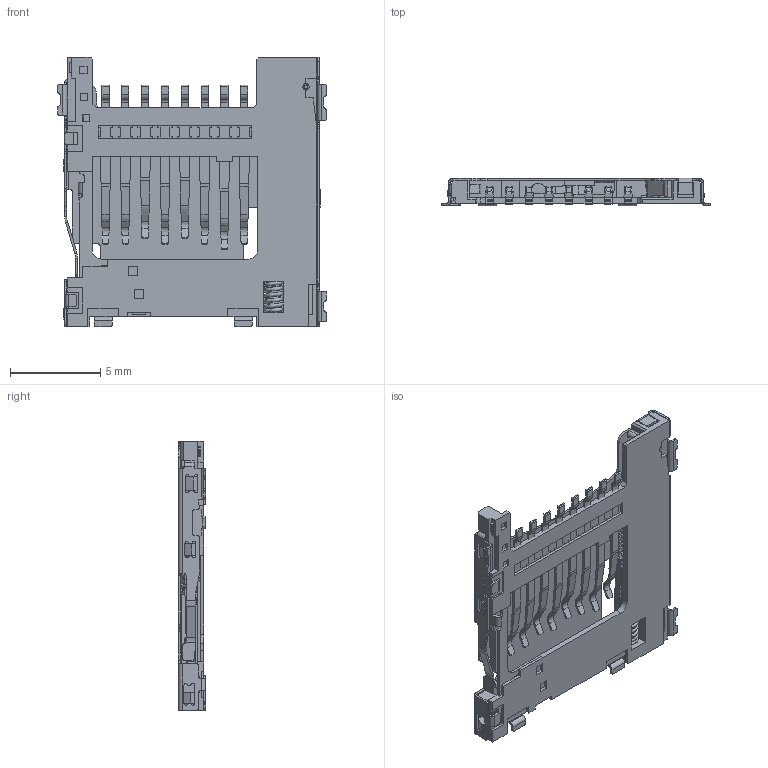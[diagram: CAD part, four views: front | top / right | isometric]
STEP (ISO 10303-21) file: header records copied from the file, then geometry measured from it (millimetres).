
FILE_DESCRIPTION (( 'STEP AP203' ), '1' );
FILE_NAME ('TF 1.45 CONN.STEP', '2022-11-01T09:13:33', ( '' ), ( '' ), 'SwSTEP 2.0', 'SolidWorks 2021', '' );
FILE_SCHEMA (( 'CONFIG_CONTROL_DESIGN' ));
Length unit declared in the file: millimetre
Products named in the file (13): 145_shell_蕼偞; 145_Slide_蕼偞; 145 Molding 1pcs_除料帶; 145_terminal_SW_蕼偞; 145_Link_蕼偞; 145_Housing_蕼偞; 彈簧_預設; TF 1.45 CONN; 145_terminal_1_3_5_7_8; 145 Terminal 1set_蕼偞; 145_terminal_LD_蕼偞; 145_terminal_2; 145_terminal_4_6
Assembly tree (16 placements, depth 4):
  TF 1.45 CONN
    145 Molding 1pcs_除料帶
      145 Terminal 1set_蕼偞
        145_terminal_1_3_5_7_8  x5
        145_terminal_2
        145_terminal_4_6  x2
        145_terminal_SW_蕼偞
      145_Housing_蕼偞
    145_Slide_蕼偞
    145_Link_蕼偞
    彈簧_預設
    145_shell_蕼偞
  145_terminal_LD_蕼偞
Bounding box: 14.94 x 1.5 x 14.95 mm (x, y, z)
Volume: 91.7 mm3; surface area: 1006.6 mm2
Topology: 14 solids, 14 shells, 1856 faces, 4772 edges, 2941 vertices
Faces by surface type: plane 1066, cylinder 588, bspline 163, torus 37, cone 1, sphere 1
Entity records: 52525 total; most frequent: CARTESIAN_POINT 17557, ORIENTED_EDGE 7162, DIRECTION 6826, EDGE_CURVE 3581, LINE 2462, VECTOR 2462, VERTEX_POINT 2229, AXIS2_PLACEMENT_3D 2182
